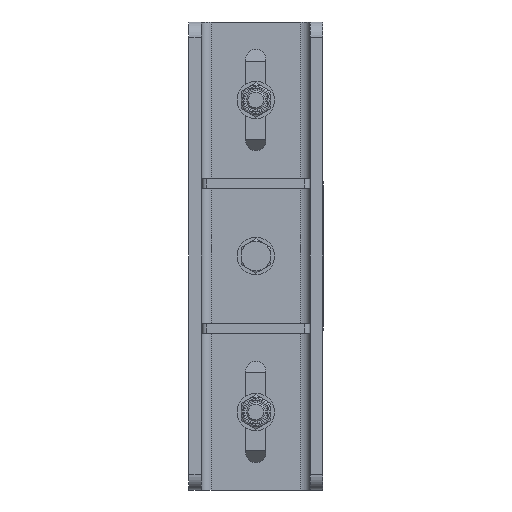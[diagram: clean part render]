
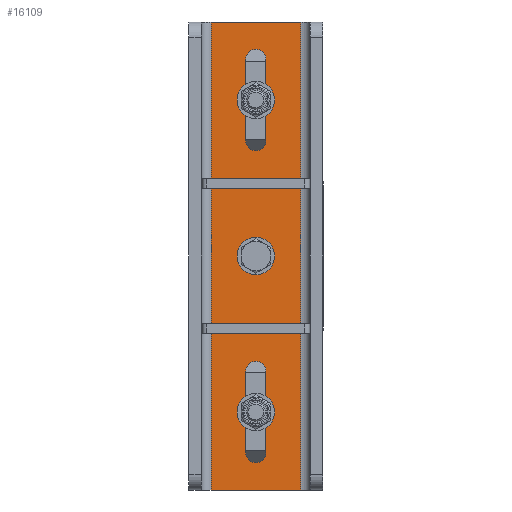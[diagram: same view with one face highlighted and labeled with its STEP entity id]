
A CAD part, front view. The second image highlights one B-rep face of the part: STEP entity #16109.
In plain terms, the highlighted planar face has unit normal (0, -1, 0).
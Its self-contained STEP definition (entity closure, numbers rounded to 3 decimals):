
#49 = ORIENTED_EDGE ( 'NONE', *, *, #3174, .F. ) ;
#352 = VECTOR ( 'NONE', #16153, 1000. ) ;
#1175 = CARTESIAN_POINT ( 'NONE',  ( 0., -8., 0. ) ) ;
#1488 = CIRCLE ( 'NONE', #22575, 6.5 ) ;
#2173 = VERTEX_POINT ( 'NONE', #9761 ) ;
#2306 = CARTESIAN_POINT ( 'NONE',  ( 6.5, -8., -126. ) ) ;
#2771 = CARTESIAN_POINT ( 'NONE',  ( -6.5, -8., -74. ) ) ;
#3174 = EDGE_CURVE ( 'NONE', #27561, #44892, #31646, .T. ) ;
#3483 = CARTESIAN_POINT ( 'NONE',  ( 6.5, -8., 74. ) ) ;
#4419 = VERTEX_POINT ( 'NONE', #33530 ) ;
#5816 = CARTESIAN_POINT ( 'NONE',  ( 6.5, -8., 126. ) ) ;
#6794 = DIRECTION ( 'NONE',  ( 0., -1., 0. ) ) ;
#7126 = VERTEX_POINT ( 'NONE', #5816 ) ;
#8053 = DIRECTION ( 'NONE',  ( 0., 0., 1. ) ) ;
#8360 = ORIENTED_EDGE ( 'NONE', *, *, #51672, .F. ) ;
#8432 = CARTESIAN_POINT ( 'NONE',  ( 0., -8., -67.5 ) ) ;
#9175 = EDGE_CURVE ( 'NONE', #26708, #2173, #14754, .T. ) ;
#9420 = DIRECTION ( 'NONE',  ( 0., 0., 1. ) ) ;
#9613 = CARTESIAN_POINT ( 'NONE',  ( 0., -8., 126. ) ) ;
#9761 = CARTESIAN_POINT ( 'NONE',  ( -28.74, -8., -150. ) ) ;
#10231 = VECTOR ( 'NONE', #17716, 1000. ) ;
#10391 = VERTEX_POINT ( 'NONE', #8432 ) ;
#10456 = EDGE_CURVE ( 'NONE', #33868, #27561, #41926, .T. ) ;
#10732 = AXIS2_PLACEMENT_3D ( 'NONE', #47335, #25338, #17081 ) ;
#11786 = VECTOR ( 'NONE', #56227, 1000. ) ;
#12037 = CARTESIAN_POINT ( 'NONE',  ( -6.5, -8., 74. ) ) ;
#12214 = EDGE_LOOP ( 'NONE', ( #22456, #46878 ) ) ;
#12230 = VERTEX_POINT ( 'NONE', #34719 ) ;
#12773 = FACE_BOUND ( 'NONE', #12214, .T. ) ;
#13226 = CIRCLE ( 'NONE', #26911, 6.5 ) ;
#13390 = VERTEX_POINT ( 'NONE', #2771 ) ;
#13656 = DIRECTION ( 'NONE',  ( 0., 0., 1. ) ) ;
#14754 = LINE ( 'NONE', #42328, #352 ) ;
#15554 = VECTOR ( 'NONE', #52942, 1000. ) ;
#16109 = ADVANCED_FACE ( 'NONE', ( #53848, #50418, #12773, #30600 ), #31077, .F. ) ;
#16153 = DIRECTION ( 'NONE',  ( 0., 0., -1. ) ) ;
#16310 = EDGE_LOOP ( 'NONE', ( #21117, #21638, #36469, #53694, #32516 ) ) ;
#17081 = DIRECTION ( 'NONE',  ( 0., 0., 1. ) ) ;
#17716 = DIRECTION ( 'NONE',  ( 0., 0., -1. ) ) ;
#17731 = DIRECTION ( 'NONE',  ( 0., -1., 0. ) ) ;
#17786 = DIRECTION ( 'NONE',  ( 0., 0., 1. ) ) ;
#17871 = CIRCLE ( 'NONE', #20016, 6.5 ) ;
#19663 = LINE ( 'NONE', #26338, #15554 ) ;
#19984 = DIRECTION ( 'NONE',  ( 0., -1., 0. ) ) ;
#20016 = AXIS2_PLACEMENT_3D ( 'NONE', #46378, #6794, #29175 ) ;
#20540 = EDGE_CURVE ( 'NONE', #13390, #33868, #21928, .T. ) ;
#21008 = VERTEX_POINT ( 'NONE', #25796 ) ;
#21117 = ORIENTED_EDGE ( 'NONE', *, *, #22808, .F. ) ;
#21638 = ORIENTED_EDGE ( 'NONE', *, *, #28750, .F. ) ;
#21811 = CARTESIAN_POINT ( 'NONE',  ( -6.5, -8., 126. ) ) ;
#21928 = LINE ( 'NONE', #26537, #10231 ) ;
#22284 = AXIS2_PLACEMENT_3D ( 'NONE', #35004, #26964, #17786 ) ;
#22456 = ORIENTED_EDGE ( 'NONE', *, *, #30505, .F. ) ;
#22575 = AXIS2_PLACEMENT_3D ( 'NONE', #9613, #26859, #13656 ) ;
#22808 = EDGE_CURVE ( 'NONE', #43017, #7126, #19663, .T. ) ;
#23022 = CARTESIAN_POINT ( 'NONE',  ( 28.74, -8., -150. ) ) ;
#24295 = CARTESIAN_POINT ( 'NONE',  ( 0., -8., 0. ) ) ;
#24879 = VECTOR ( 'NONE', #26438, 1000. ) ;
#25338 = DIRECTION ( 'NONE',  ( 0., -1., 0. ) ) ;
#25603 = CARTESIAN_POINT ( 'NONE',  ( 0., -8., -74. ) ) ;
#25691 = AXIS2_PLACEMENT_3D ( 'NONE', #39667, #35431, #9420 ) ;
#25796 = CARTESIAN_POINT ( 'NONE',  ( -6.5, -8., 74. ) ) ;
#25992 = DIRECTION ( 'NONE',  ( 0., 0., 1. ) ) ;
#26016 = EDGE_CURVE ( 'NONE', #4419, #34707, #35222, .T. ) ;
#26173 = CARTESIAN_POINT ( 'NONE',  ( 6.5, -8., -126. ) ) ;
#26258 = ORIENTED_EDGE ( 'NONE', *, *, #50490, .F. ) ;
#26338 = CARTESIAN_POINT ( 'NONE',  ( 6.5, -8., 74. ) ) ;
#26378 = AXIS2_PLACEMENT_3D ( 'NONE', #43030, #19984, #8053 ) ;
#26438 = DIRECTION ( 'NONE',  ( 1., 0., 0. ) ) ;
#26537 = CARTESIAN_POINT ( 'NONE',  ( -6.5, -8., -126. ) ) ;
#26708 = VERTEX_POINT ( 'NONE', #35984 ) ;
#26859 = DIRECTION ( 'NONE',  ( 0., -1., 0. ) ) ;
#26911 = AXIS2_PLACEMENT_3D ( 'NONE', #24295, #41455, #28677 ) ;
#26964 = DIRECTION ( 'NONE',  ( 0., -1., 0. ) ) ;
#27045 = DIRECTION ( 'NONE',  ( 0., 0., 1. ) ) ;
#27494 = VECTOR ( 'NONE', #37505, 1000. ) ;
#27561 = VERTEX_POINT ( 'NONE', #26173 ) ;
#27848 = CARTESIAN_POINT ( 'NONE',  ( -43., -8., 150. ) ) ;
#28677 = DIRECTION ( 'NONE',  ( 0., 0., 1. ) ) ;
#28750 = EDGE_CURVE ( 'NONE', #21008, #43017, #17871, .T. ) ;
#29175 = DIRECTION ( 'NONE',  ( 0., 0., 1. ) ) ;
#30105 = CIRCLE ( 'NONE', #10732, 6.5 ) ;
#30397 = LINE ( 'NONE', #39799, #24879 ) ;
#30505 = EDGE_CURVE ( 'NONE', #12230, #30677, #34870, .T. ) ;
#30600 = FACE_OUTER_BOUND ( 'NONE', #32796, .T. ) ;
#30677 = VERTEX_POINT ( 'NONE', #55582 ) ;
#31077 = PLANE ( 'NONE',  #25691 ) ;
#31482 = VECTOR ( 'NONE', #32277, 1000. ) ;
#31580 = CIRCLE ( 'NONE', #55108, 6.5 ) ;
#31646 = LINE ( 'NONE', #2306, #27494 ) ;
#32277 = DIRECTION ( 'NONE',  ( 1., 0., 0. ) ) ;
#32516 = ORIENTED_EDGE ( 'NONE', *, *, #39969, .F. ) ;
#32796 = EDGE_LOOP ( 'NONE', ( #55970, #34940, #56740, #49055 ) ) ;
#33501 = ORIENTED_EDGE ( 'NONE', *, *, #20540, .F. ) ;
#33530 = CARTESIAN_POINT ( 'NONE',  ( 0., -8., 132.5 ) ) ;
#33868 = VERTEX_POINT ( 'NONE', #51437 ) ;
#34707 = VERTEX_POINT ( 'NONE', #21811 ) ;
#34719 = CARTESIAN_POINT ( 'NONE',  ( 0., -8., 6.5 ) ) ;
#34870 = CIRCLE ( 'NONE', #49802, 6.5 ) ;
#34940 = ORIENTED_EDGE ( 'NONE', *, *, #37584, .F. ) ;
#35004 = CARTESIAN_POINT ( 'NONE',  ( 0., -8., -126. ) ) ;
#35073 = LINE ( 'NONE', #47568, #11786 ) ;
#35222 = CIRCLE ( 'NONE', #26378, 6.5 ) ;
#35431 = DIRECTION ( 'NONE',  ( 0., 1., 0. ) ) ;
#35984 = CARTESIAN_POINT ( 'NONE',  ( -28.74, -8., 150. ) ) ;
#36469 = ORIENTED_EDGE ( 'NONE', *, *, #38432, .F. ) ;
#36604 = EDGE_CURVE ( 'NONE', #2173, #51002, #30397, .T. ) ;
#37505 = DIRECTION ( 'NONE',  ( 0., 0., 1. ) ) ;
#37584 = EDGE_CURVE ( 'NONE', #54460, #51002, #35073, .T. ) ;
#38432 = EDGE_CURVE ( 'NONE', #34707, #21008, #55550, .T. ) ;
#39231 = EDGE_CURVE ( 'NONE', #30677, #12230, #13226, .T. ) ;
#39667 = CARTESIAN_POINT ( 'NONE',  ( -43., -8., 150. ) ) ;
#39799 = CARTESIAN_POINT ( 'NONE',  ( -43., -8., -150. ) ) ;
#39969 = EDGE_CURVE ( 'NONE', #7126, #4419, #1488, .T. ) ;
#41007 = LINE ( 'NONE', #27848, #31482 ) ;
#41455 = DIRECTION ( 'NONE',  ( 0., -1., 0. ) ) ;
#41926 = CIRCLE ( 'NONE', #22284, 6.5 ) ;
#42299 = CARTESIAN_POINT ( 'NONE',  ( 6.5, -8., -74. ) ) ;
#42328 = CARTESIAN_POINT ( 'NONE',  ( -28.74, -8., 150. ) ) ;
#42358 = EDGE_CURVE ( 'NONE', #26708, #54460, #41007, .T. ) ;
#43017 = VERTEX_POINT ( 'NONE', #3483 ) ;
#43030 = CARTESIAN_POINT ( 'NONE',  ( 0., -8., 126. ) ) ;
#44357 = ORIENTED_EDGE ( 'NONE', *, *, #10456, .F. ) ;
#44892 = VERTEX_POINT ( 'NONE', #42299 ) ;
#46378 = CARTESIAN_POINT ( 'NONE',  ( 0., -8., 74. ) ) ;
#46878 = ORIENTED_EDGE ( 'NONE', *, *, #39231, .F. ) ;
#47335 = CARTESIAN_POINT ( 'NONE',  ( 0., -8., -74. ) ) ;
#47568 = CARTESIAN_POINT ( 'NONE',  ( 28.74, -8., 150. ) ) ;
#49055 = ORIENTED_EDGE ( 'NONE', *, *, #9175, .T. ) ;
#49802 = AXIS2_PLACEMENT_3D ( 'NONE', #1175, #53279, #27045 ) ;
#50418 = FACE_BOUND ( 'NONE', #16310, .T. ) ;
#50490 = EDGE_CURVE ( 'NONE', #44892, #10391, #31580, .T. ) ;
#50711 = VECTOR ( 'NONE', #56113, 1000. ) ;
#51002 = VERTEX_POINT ( 'NONE', #23022 ) ;
#51437 = CARTESIAN_POINT ( 'NONE',  ( -6.5, -8., -126. ) ) ;
#51672 = EDGE_CURVE ( 'NONE', #10391, #13390, #30105, .T. ) ;
#52942 = DIRECTION ( 'NONE',  ( 0., 0., 1. ) ) ;
#53279 = DIRECTION ( 'NONE',  ( 0., -1., 0. ) ) ;
#53694 = ORIENTED_EDGE ( 'NONE', *, *, #26016, .F. ) ;
#53848 = FACE_BOUND ( 'NONE', #53934, .T. ) ;
#53934 = EDGE_LOOP ( 'NONE', ( #49, #44357, #33501, #8360, #26258 ) ) ;
#54460 = VERTEX_POINT ( 'NONE', #55649 ) ;
#55108 = AXIS2_PLACEMENT_3D ( 'NONE', #25603, #17731, #25992 ) ;
#55550 = LINE ( 'NONE', #12037, #50711 ) ;
#55582 = CARTESIAN_POINT ( 'NONE',  ( 0., -8., -6.5 ) ) ;
#55649 = CARTESIAN_POINT ( 'NONE',  ( 28.74, -8., 150. ) ) ;
#55970 = ORIENTED_EDGE ( 'NONE', *, *, #36604, .T. ) ;
#56113 = DIRECTION ( 'NONE',  ( 0., 0., -1. ) ) ;
#56227 = DIRECTION ( 'NONE',  ( 0., 0., -1. ) ) ;
#56740 = ORIENTED_EDGE ( 'NONE', *, *, #42358, .F. ) ;
